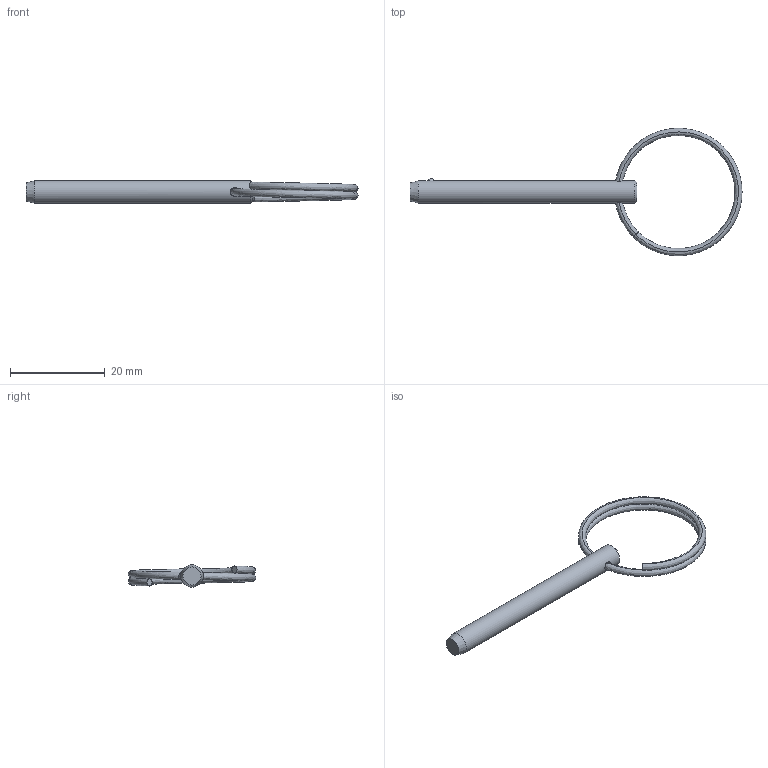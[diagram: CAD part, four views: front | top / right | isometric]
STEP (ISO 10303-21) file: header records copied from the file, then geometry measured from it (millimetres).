
FILE_DESCRIPTION(/* description */ (''),/* implementation_level */ '2;1');
FILE_NAME(/* name */ '98320A015_98320A015.ipt.stp',/* time_stamp */ '2014-12-18T16:47:24-08:00',/* author */ ('Autodesk Inc.'),/* organization */ ('Autodesk Inc.'),/* preprocessor_version */ 'ST-DEVELOPER v15.6',/* originating_system */ 'Autodesk Inventor 2015',/* authorisation */ '');
FILE_SCHEMA (('AUTOMOTIVE_DESIGN { 1 0 10303 214 3 1 1 }'));
Length unit declared in the file: inch
Products named in the file (1): 98320A015_98320A015
Bounding box: 70.17 x 26.92 x 4.76 mm (x, y, z)
Volume: 1088.7 mm3; surface area: 1442.9 mm2
Topology: 3 solids, 3 shells, 14 faces, 31 edges, 21 vertices
Faces by surface type: plane 4, bspline 4, sphere 2, cylinder 2, cone 2
Full cylindrical faces by diameter (mm): 1.905 x1, 4.762 x1
Entity records: 909 total; most frequent: CARTESIAN_POINT 636, DIRECTION 44, ORIENTED_EDGE 42, AXIS2_PLACEMENT_3D 22, EDGE_LOOP 21, EDGE_CURVE 21, VERTEX_POINT 18, ADVANCED_FACE 14
